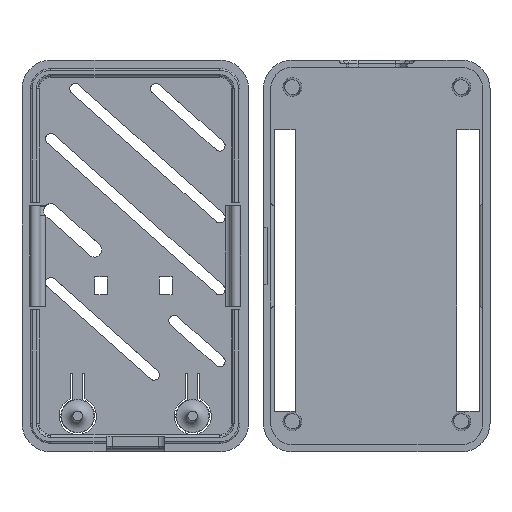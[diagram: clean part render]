
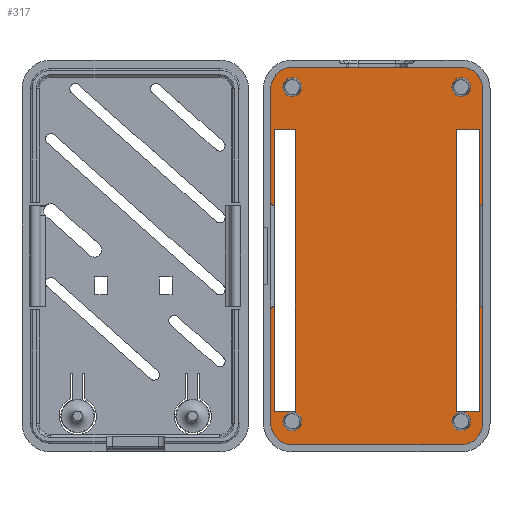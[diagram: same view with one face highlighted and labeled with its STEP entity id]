
A CAD part, top view. The second image highlights one B-rep face of the part: STEP entity #317.
In plain terms, the highlighted planar face has unit normal (0, 0, 1).
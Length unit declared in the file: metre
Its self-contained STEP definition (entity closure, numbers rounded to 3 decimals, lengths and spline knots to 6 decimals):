
#317 = ADVANCED_FACE( '', ( #858, #859, #860, #861, #862, #863, #864 ), #865, .T. );
#858 = FACE_BOUND( '', #1638, .T. );
#859 = FACE_BOUND( '', #1639, .T. );
#860 = FACE_BOUND( '', #1640, .T. );
#861 = FACE_BOUND( '', #1641, .T. );
#862 = FACE_OUTER_BOUND( '', #1642, .T. );
#863 = FACE_BOUND( '', #1643, .T. );
#864 = FACE_BOUND( '', #1644, .T. );
#865 = PLANE( '', #1645 );
#1638 = EDGE_LOOP( '', ( #2718 ) );
#1639 = EDGE_LOOP( '', ( #2719 ) );
#1640 = EDGE_LOOP( '', ( #2720 ) );
#1641 = EDGE_LOOP( '', ( #2721 ) );
#1642 = EDGE_LOOP( '', ( #2722, #2723, #2724, #2725, #2726, #2727, #2728, #2729 ) );
#1643 = EDGE_LOOP( '', ( #2730, #2731, #2732, #2733 ) );
#1644 = EDGE_LOOP( '', ( #2734, #2735, #2736, #2737 ) );
#1645 = AXIS2_PLACEMENT_3D( '', #2738, #2739, #2740 );
#2718 = ORIENTED_EDGE( '', *, *, #4860, .F. );
#2719 = ORIENTED_EDGE( '', *, *, #4861, .F. );
#2720 = ORIENTED_EDGE( '', *, *, #4862, .F. );
#2721 = ORIENTED_EDGE( '', *, *, #4863, .F. );
#2722 = ORIENTED_EDGE( '', *, *, #4864, .T. );
#2723 = ORIENTED_EDGE( '', *, *, #4865, .T. );
#2724 = ORIENTED_EDGE( '', *, *, #4866, .T. );
#2725 = ORIENTED_EDGE( '', *, *, #4867, .T. );
#2726 = ORIENTED_EDGE( '', *, *, #4868, .T. );
#2727 = ORIENTED_EDGE( '', *, *, #4869, .T. );
#2728 = ORIENTED_EDGE( '', *, *, #4870, .T. );
#2729 = ORIENTED_EDGE( '', *, *, #4855, .T. );
#2730 = ORIENTED_EDGE( '', *, *, #4871, .T. );
#2731 = ORIENTED_EDGE( '', *, *, #4872, .T. );
#2732 = ORIENTED_EDGE( '', *, *, #4873, .T. );
#2733 = ORIENTED_EDGE( '', *, *, #4874, .T. );
#2734 = ORIENTED_EDGE( '', *, *, #4875, .F. );
#2735 = ORIENTED_EDGE( '', *, *, #4876, .F. );
#2736 = ORIENTED_EDGE( '', *, *, #4877, .F. );
#2737 = ORIENTED_EDGE( '', *, *, #4878, .F. );
#2738 = CARTESIAN_POINT( '', ( 0., 0., 0. ) );
#2739 = DIRECTION( '', ( 0., 0., 1. ) );
#2740 = DIRECTION( '', ( 1., 0., 0. ) );
#4855 = EDGE_CURVE( '', #5866, #5867, #5868, .T. );
#4860 = EDGE_CURVE( '', #5875, #5875, #5876, .T. );
#4861 = EDGE_CURVE( '', #5877, #5877, #5878, .T. );
#4862 = EDGE_CURVE( '', #5879, #5879, #5880, .T. );
#4863 = EDGE_CURVE( '', #5881, #5881, #5882, .T. );
#4864 = EDGE_CURVE( '', #5867, #5883, #5884, .T. );
#4865 = EDGE_CURVE( '', #5883, #5885, #5886, .T. );
#4866 = EDGE_CURVE( '', #5885, #5887, #5888, .T. );
#4867 = EDGE_CURVE( '', #5887, #5889, #5890, .T. );
#4868 = EDGE_CURVE( '', #5889, #5891, #5892, .T. );
#4869 = EDGE_CURVE( '', #5891, #5893, #5894, .T. );
#4870 = EDGE_CURVE( '', #5893, #5866, #5895, .T. );
#4871 = EDGE_CURVE( '', #5896, #5897, #5898, .T. );
#4872 = EDGE_CURVE( '', #5897, #5899, #5900, .T. );
#4873 = EDGE_CURVE( '', #5899, #5901, #5902, .T. );
#4874 = EDGE_CURVE( '', #5901, #5896, #5903, .T. );
#4875 = EDGE_CURVE( '', #5904, #5905, #5906, .T. );
#4876 = EDGE_CURVE( '', #5907, #5904, #5908, .T. );
#4877 = EDGE_CURVE( '', #5909, #5907, #5910, .T. );
#4878 = EDGE_CURVE( '', #5905, #5909, #5911, .T. );
#5866 = VERTEX_POINT( '', #7262 );
#5867 = VERTEX_POINT( '', #7263 );
#5868 = CIRCLE( '', #7264, 0.003 );
#5875 = VERTEX_POINT( '', #7273 );
#5876 = CIRCLE( '', #7274, 0.0013 );
#5877 = VERTEX_POINT( '', #7275 );
#5878 = CIRCLE( '', #7276, 0.0013 );
#5879 = VERTEX_POINT( '', #7277 );
#5880 = CIRCLE( '', #7278, 0.0013 );
#5881 = VERTEX_POINT( '', #7279 );
#5882 = CIRCLE( '', #7280, 0.0013 );
#5883 = VERTEX_POINT( '', #7281 );
#5884 = LINE( '', #7282, #7283 );
#5885 = VERTEX_POINT( '', #7284 );
#5886 = CIRCLE( '', #7285, 0.003 );
#5887 = VERTEX_POINT( '', #7286 );
#5888 = LINE( '', #7287, #7288 );
#5889 = VERTEX_POINT( '', #7289 );
#5890 = CIRCLE( '', #7290, 0.003 );
#5891 = VERTEX_POINT( '', #7291 );
#5892 = LINE( '', #7292, #7293 );
#5893 = VERTEX_POINT( '', #7294 );
#5894 = CIRCLE( '', #7295, 0.003 );
#5895 = LINE( '', #7296, #7297 );
#5896 = VERTEX_POINT( '', #7298 );
#5897 = VERTEX_POINT( '', #7299 );
#5898 = LINE( '', #7300, #7301 );
#5899 = VERTEX_POINT( '', #7302 );
#5900 = LINE( '', #7303, #7304 );
#5901 = VERTEX_POINT( '', #7305 );
#5902 = LINE( '', #7306, #7307 );
#5903 = LINE( '', #7308, #7309 );
#5904 = VERTEX_POINT( '', #7310 );
#5905 = VERTEX_POINT( '', #7311 );
#5906 = LINE( '', #7312, #7313 );
#5907 = VERTEX_POINT( '', #7314 );
#5908 = LINE( '', #7315, #7316 );
#5909 = VERTEX_POINT( '', #7317 );
#5910 = LINE( '', #7318, #7319 );
#5911 = LINE( '', #7320, #7321 );
#7262 = CARTESIAN_POINT( '', ( 0.01475, 0.02325, 0. ) );
#7263 = CARTESIAN_POINT( '', ( 0.01175, 0.02625, 0. ) );
#7264 = AXIS2_PLACEMENT_3D( '', #8945, #8946, #8947 );
#7273 = CARTESIAN_POINT( '', ( 0.01305, 0.0235, 0. ) );
#7274 = AXIS2_PLACEMENT_3D( '', #8953, #8954, #8955 );
#7275 = CARTESIAN_POINT( '', ( -0.01045, -0.023, 0. ) );
#7276 = AXIS2_PLACEMENT_3D( '', #8956, #8957, #8958 );
#7277 = CARTESIAN_POINT( '', ( 0.01305, -0.023, 0. ) );
#7278 = AXIS2_PLACEMENT_3D( '', #8959, #8960, #8961 );
#7279 = CARTESIAN_POINT( '', ( -0.01045, 0.0235, 0. ) );
#7280 = AXIS2_PLACEMENT_3D( '', #8962, #8963, #8964 );
#7281 = CARTESIAN_POINT( '', ( -0.01175, 0.02625, 0. ) );
#7282 = CARTESIAN_POINT( '', ( -0.007852, 0.02625, 0. ) );
#7283 = VECTOR( '', #8965, 1. );
#7284 = CARTESIAN_POINT( '', ( -0.01475, 0.02325, 0. ) );
#7285 = AXIS2_PLACEMENT_3D( '', #8966, #8967, #8968 );
#7286 = CARTESIAN_POINT( '', ( -0.01475, -0.02325, 0. ) );
#7287 = CARTESIAN_POINT( '', ( -0.01475, 0., 0. ) );
#7288 = VECTOR( '', #8969, 1. );
#7289 = CARTESIAN_POINT( '', ( -0.01175, -0.02625, 0. ) );
#7290 = AXIS2_PLACEMENT_3D( '', #8970, #8971, #8972 );
#7291 = CARTESIAN_POINT( '', ( 0.01175, -0.02625, 0. ) );
#7292 = CARTESIAN_POINT( '', ( 0., -0.02625, 0. ) );
#7293 = VECTOR( '', #8973, 1. );
#7294 = CARTESIAN_POINT( '', ( 0.01475, -0.02325, 0. ) );
#7295 = AXIS2_PLACEMENT_3D( '', #8974, #8975, #8976 );
#7296 = CARTESIAN_POINT( '', ( 0.01475, 0., 0. ) );
#7297 = VECTOR( '', #8977, 1. );
#7298 = CARTESIAN_POINT( '', ( -0.01425, -0.021569, 0. ) );
#7299 = CARTESIAN_POINT( '', ( -0.01425, 0.01755, 0. ) );
#7300 = CARTESIAN_POINT( '', ( -0.01425, -0.002009, 0. ) );
#7301 = VECTOR( '', #8978, 1. );
#7302 = CARTESIAN_POINT( '', ( -0.011346, 0.01755, 0. ) );
#7303 = CARTESIAN_POINT( '', ( -0.012798, 0.01755, 0. ) );
#7304 = VECTOR( '', #8979, 1. );
#7305 = CARTESIAN_POINT( '', ( -0.011346, -0.021569, 0. ) );
#7306 = CARTESIAN_POINT( '', ( -0.011346, -0.002009, 0. ) );
#7307 = VECTOR( '', #8980, 1. );
#7308 = CARTESIAN_POINT( '', ( -0.012798, -0.021569, 0. ) );
#7309 = VECTOR( '', #8981, 1. );
#7310 = CARTESIAN_POINT( '', ( 0.01425, 0.01755, 0. ) );
#7311 = CARTESIAN_POINT( '', ( 0.01112, 0.01755, 0. ) );
#7312 = CARTESIAN_POINT( '', ( 0.012685, 0.01755, 0. ) );
#7313 = VECTOR( '', #8982, 1. );
#7314 = CARTESIAN_POINT( '', ( 0.01425, -0.021569, 0. ) );
#7315 = CARTESIAN_POINT( '', ( 0.01425, -0.002009, 0. ) );
#7316 = VECTOR( '', #8983, 1. );
#7317 = CARTESIAN_POINT( '', ( 0.01112, -0.021569, 0. ) );
#7318 = CARTESIAN_POINT( '', ( 0.012685, -0.021569, 0. ) );
#7319 = VECTOR( '', #8984, 1. );
#7320 = CARTESIAN_POINT( '', ( 0.01112, -0.002009, 0. ) );
#7321 = VECTOR( '', #8985, 1. );
#8945 = CARTESIAN_POINT( '', ( 0.01175, 0.02325, 0. ) );
#8946 = DIRECTION( '', ( 0., 0., 1. ) );
#8947 = DIRECTION( '', ( 1., 0., 0. ) );
#8953 = CARTESIAN_POINT( '', ( 0.01175, 0.0235, 0. ) );
#8954 = DIRECTION( '', ( 0., 0., 1. ) );
#8955 = DIRECTION( '', ( 1., 0., 0. ) );
#8956 = CARTESIAN_POINT( '', ( -0.01175, -0.023, 0. ) );
#8957 = DIRECTION( '', ( 0., 0., 1. ) );
#8958 = DIRECTION( '', ( 1., 0., 0. ) );
#8959 = CARTESIAN_POINT( '', ( 0.01175, -0.023, 0. ) );
#8960 = DIRECTION( '', ( 0., 0., 1. ) );
#8961 = DIRECTION( '', ( 1., 0., 0. ) );
#8962 = CARTESIAN_POINT( '', ( -0.01175, 0.0235, 0. ) );
#8963 = DIRECTION( '', ( 0., 0., 1. ) );
#8964 = DIRECTION( '', ( 1., 0., 0. ) );
#8965 = DIRECTION( '', ( -1., 0., 0. ) );
#8966 = CARTESIAN_POINT( '', ( -0.01175, 0.02325, 0. ) );
#8967 = DIRECTION( '', ( 0., 0., 1. ) );
#8968 = DIRECTION( '', ( 1., 0., 0. ) );
#8969 = DIRECTION( '', ( 0., -1., 0. ) );
#8970 = CARTESIAN_POINT( '', ( -0.01175, -0.02325, 0. ) );
#8971 = DIRECTION( '', ( 0., 0., 1. ) );
#8972 = DIRECTION( '', ( 1., 0., 0. ) );
#8973 = DIRECTION( '', ( 1., 0., 0. ) );
#8974 = CARTESIAN_POINT( '', ( 0.01175, -0.02325, 0. ) );
#8975 = DIRECTION( '', ( 0., 0., 1. ) );
#8976 = DIRECTION( '', ( 1., 0., 0. ) );
#8977 = DIRECTION( '', ( 0., 1., 0. ) );
#8978 = DIRECTION( '', ( 0., 1., 0. ) );
#8979 = DIRECTION( '', ( 1., 0., 0. ) );
#8980 = DIRECTION( '', ( 0., -1., 0. ) );
#8981 = DIRECTION( '', ( -1., 0., 0. ) );
#8982 = DIRECTION( '', ( -1., 0., 0. ) );
#8983 = DIRECTION( '', ( 0., 1., 0. ) );
#8984 = DIRECTION( '', ( 1., 0., 0. ) );
#8985 = DIRECTION( '', ( 0., -1., 0. ) );
